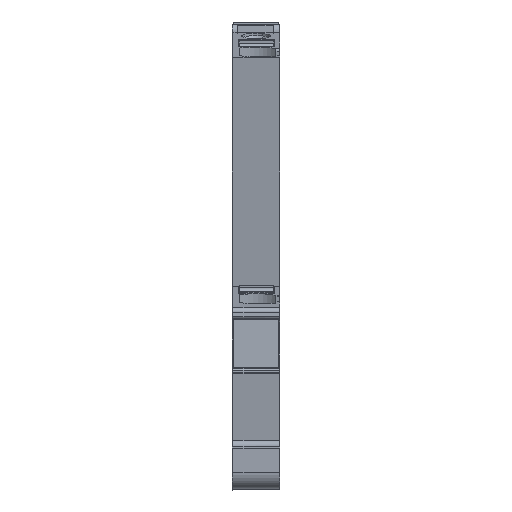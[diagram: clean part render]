
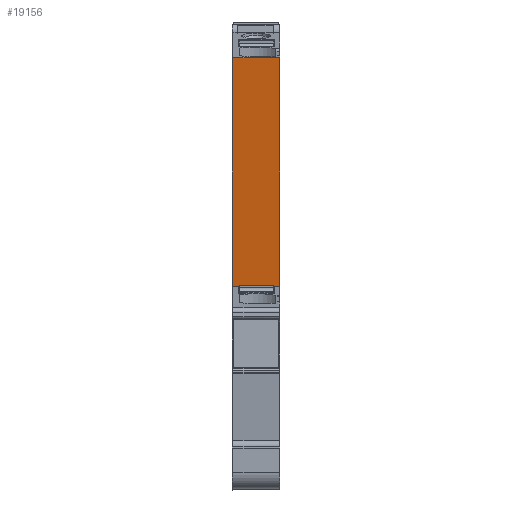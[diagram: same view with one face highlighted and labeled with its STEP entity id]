
A CAD part, front view. The second image highlights one B-rep face of the part: STEP entity #19156.
In plain terms, the highlighted planar face has unit normal (0, -0.983, -0.183).
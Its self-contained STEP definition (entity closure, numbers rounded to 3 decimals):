
#19143=AXIS2_PLACEMENT_3D('Plane Axis2P3D',#19140,#19141,#19142) ;
#4347=CARTESIAN_POINT('Vertex',(5.1,9.276,46.614)) ;
#4350=CARTESIAN_POINT('Line Origine',(5.1,11.569,34.287)) ;
#4354=CARTESIAN_POINT('Vertex',(5.1,13.861,21.96)) ;
#15643=CARTESIAN_POINT('Vertex',(0.05,13.861,21.96)) ;
#15670=CARTESIAN_POINT('Control Point',(0.05,9.276,46.614)) ;
#15671=CARTESIAN_POINT('Control Point',(0.05,10.193,41.683)) ;
#15672=CARTESIAN_POINT('Control Point',(0.05,11.11,36.752)) ;
#15673=CARTESIAN_POINT('Control Point',(0.05,12.027,31.821)) ;
#15674=CARTESIAN_POINT('Control Point',(0.05,12.944,26.89)) ;
#15675=CARTESIAN_POINT('Control Point',(0.05,13.861,21.96)) ;
#15676=CARTESIAN_POINT('Vertex',(0.05,9.276,46.614)) ;
#15692=CARTESIAN_POINT('Line Origine',(2.575,9.276,46.614)) ;
#19140=CARTESIAN_POINT('Axis2P3D Location',(0.,13.861,21.96)) ;
#19145=CARTESIAN_POINT('Line Origine',(2.575,13.861,21.96)) ;
#4351=DIRECTION('Vector Direction',(0.,-0.183,0.983)) ;
#15693=DIRECTION('Vector Direction',(1.,0.,0.)) ;
#19141=DIRECTION('Axis2P3D Direction',(0.,0.983,0.183)) ;
#19142=DIRECTION('Axis2P3D XDirection',(0.,-0.183,0.983)) ;
#19146=DIRECTION('Vector Direction',(1.,0.,0.)) ;
#4352=VECTOR('Line Direction',#4351,1.) ;
#15694=VECTOR('Line Direction',#15693,1.) ;
#19147=VECTOR('Line Direction',#19146,1.) ;
#19151=ORIENTED_EDGE('',*,*,#15678,.F.) ;
#19152=ORIENTED_EDGE('',*,*,#19149,.T.) ;
#19153=ORIENTED_EDGE('',*,*,#4356,.T.) ;
#19154=ORIENTED_EDGE('',*,*,#15696,.F.) ;
#19156=ADVANCED_FACE('MLD',(#19155),#19144,.F.) ;
#15669=B_SPLINE_CURVE_WITH_KNOTS('',5,(#15670,#15671,#15672,#15673,#15674,#15675),.UNSPECIFIED.,.F.,.U.,(6,6),(0.,25.077),.UNSPECIFIED.) ;
#4356=EDGE_CURVE('',#4355,#4348,#4353,.T.) ;
#15678=EDGE_CURVE('',#15644,#15677,#15669,.F.) ;
#15696=EDGE_CURVE('',#15677,#4348,#15695,.T.) ;
#19149=EDGE_CURVE('',#15644,#4355,#19148,.T.) ;
#19150=EDGE_LOOP('',(#19151,#19152,#19153,#19154)) ;
#19155=FACE_OUTER_BOUND('',#19150,.T.) ;
#4353=LINE('Line',#4350,#4352) ;
#15695=LINE('Line',#15692,#15694) ;
#19148=LINE('Line',#19145,#19147) ;
#19144=PLANE('',#19143) ;
#4348=VERTEX_POINT('',#4347) ;
#4355=VERTEX_POINT('',#4354) ;
#15644=VERTEX_POINT('',#15643) ;
#15677=VERTEX_POINT('',#15676) ;
